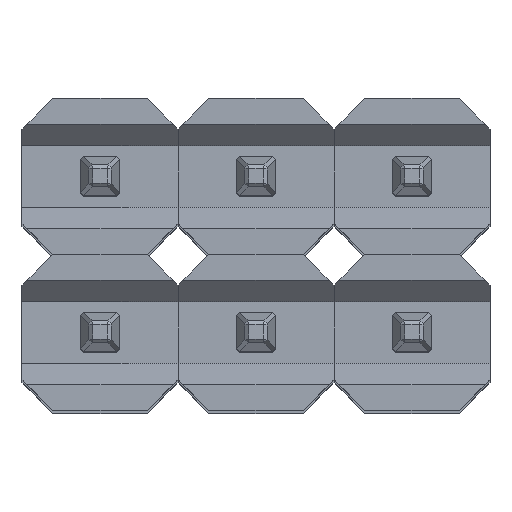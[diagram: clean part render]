
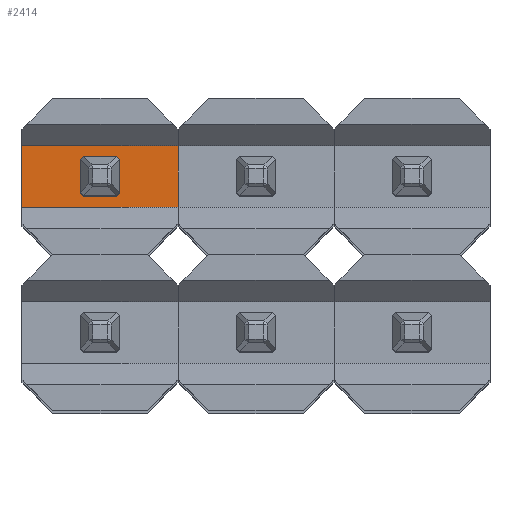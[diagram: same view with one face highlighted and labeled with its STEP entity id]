
A CAD part, top view. The second image highlights one B-rep face of the part: STEP entity #2414.
In plain terms, the highlighted planar face has unit normal (0, 0, 1).
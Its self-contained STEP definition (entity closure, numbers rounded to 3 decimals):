
#85=FACE_BOUND('',#405,.T.);
#274=FACE_OUTER_BOUND('',#404,.T.);
#404=EDGE_LOOP('',(#2065,#2066,#2067,#2068));
#405=EDGE_LOOP('',(#2069,#2070,#2071,#2072,#2073,#2074,#2075,#2076));
#683=LINE('',#3823,#995);
#685=LINE('',#3827,#997);
#686=LINE('',#3829,#998);
#687=LINE('',#3830,#999);
#688=LINE('',#3833,#1000);
#689=LINE('',#3835,#1001);
#690=LINE('',#3837,#1002);
#691=LINE('',#3839,#1003);
#692=LINE('',#3841,#1004);
#693=LINE('',#3843,#1005);
#694=LINE('',#3845,#1006);
#695=LINE('',#3846,#1007);
#995=VECTOR('',#3163,10.);
#997=VECTOR('',#3167,10.);
#998=VECTOR('',#3168,10.);
#999=VECTOR('',#3169,10.);
#1000=VECTOR('',#3170,10.);
#1001=VECTOR('',#3171,10.);
#1002=VECTOR('',#3172,10.);
#1003=VECTOR('',#3173,10.);
#1004=VECTOR('',#3174,10.);
#1005=VECTOR('',#3175,10.);
#1006=VECTOR('',#3176,10.);
#1007=VECTOR('',#3177,10.);
#1207=VERTEX_POINT('',#3820);
#1208=VERTEX_POINT('',#3822);
#1209=VERTEX_POINT('',#3826);
#1210=VERTEX_POINT('',#3828);
#1211=VERTEX_POINT('',#3831);
#1212=VERTEX_POINT('',#3832);
#1213=VERTEX_POINT('',#3834);
#1214=VERTEX_POINT('',#3836);
#1215=VERTEX_POINT('',#3838);
#1216=VERTEX_POINT('',#3840);
#1217=VERTEX_POINT('',#3842);
#1218=VERTEX_POINT('',#3844);
#1499=EDGE_CURVE('',#1207,#1208,#683,.T.);
#1501=EDGE_CURVE('',#1207,#1209,#685,.T.);
#1502=EDGE_CURVE('',#1209,#1210,#686,.T.);
#1503=EDGE_CURVE('',#1210,#1208,#687,.T.);
#1504=EDGE_CURVE('',#1211,#1212,#688,.T.);
#1505=EDGE_CURVE('',#1212,#1213,#689,.T.);
#1506=EDGE_CURVE('',#1213,#1214,#690,.T.);
#1507=EDGE_CURVE('',#1214,#1215,#691,.T.);
#1508=EDGE_CURVE('',#1215,#1216,#692,.T.);
#1509=EDGE_CURVE('',#1216,#1217,#693,.T.);
#1510=EDGE_CURVE('',#1217,#1218,#694,.T.);
#1511=EDGE_CURVE('',#1218,#1211,#695,.T.);
#2065=ORIENTED_EDGE('',*,*,#1501,.T.);
#2066=ORIENTED_EDGE('',*,*,#1502,.T.);
#2067=ORIENTED_EDGE('',*,*,#1503,.T.);
#2068=ORIENTED_EDGE('',*,*,#1499,.F.);
#2069=ORIENTED_EDGE('',*,*,#1504,.T.);
#2070=ORIENTED_EDGE('',*,*,#1505,.T.);
#2071=ORIENTED_EDGE('',*,*,#1506,.T.);
#2072=ORIENTED_EDGE('',*,*,#1507,.T.);
#2073=ORIENTED_EDGE('',*,*,#1508,.T.);
#2074=ORIENTED_EDGE('',*,*,#1509,.T.);
#2075=ORIENTED_EDGE('',*,*,#1510,.T.);
#2076=ORIENTED_EDGE('',*,*,#1511,.T.);
#2286=PLANE('',#2644);
#2414=ADVANCED_FACE('',(#274,#85),#2286,.T.);
#2644=AXIS2_PLACEMENT_3D('',#3825,#3165,#3166);
#3163=DIRECTION('',(1.,0.,0.));
#3165=DIRECTION('center_axis',(0.,0.,1.));
#3166=DIRECTION('ref_axis',(0.,-1.,0.));
#3167=DIRECTION('',(0.,-1.,0.));
#3168=DIRECTION('',(1.,0.,0.));
#3169=DIRECTION('',(0.,1.,0.));
#3170=DIRECTION('',(-0.707,-0.707,0.));
#3171=DIRECTION('',(-1.,0.,0.));
#3172=DIRECTION('',(-0.707,0.707,0.));
#3173=DIRECTION('',(0.,1.,0.));
#3174=DIRECTION('',(0.707,0.707,0.));
#3175=DIRECTION('',(1.,0.,0.));
#3176=DIRECTION('',(0.707,-0.707,0.));
#3177=DIRECTION('',(0.,-1.,0.));
#3820=CARTESIAN_POINT('',(-1.27,0.5,-0.75));
#3822=CARTESIAN_POINT('',(1.27,0.5,-0.75));
#3823=CARTESIAN_POINT('',(-1.27,0.5,-0.75));
#3825=CARTESIAN_POINT('Origin',(-1.27,0.5,-0.75));
#3826=CARTESIAN_POINT('',(-1.27,-0.5,-0.75));
#3827=CARTESIAN_POINT('',(-1.27,0.635,-0.75));
#3828=CARTESIAN_POINT('',(1.27,-0.5,-0.75));
#3829=CARTESIAN_POINT('',(-1.27,-0.5,-0.75));
#3830=CARTESIAN_POINT('',(1.27,-0.135,-0.75));
#3831=CARTESIAN_POINT('',(0.32,-0.27,-0.75));
#3832=CARTESIAN_POINT('',(0.27,-0.32,-0.75));
#3833=CARTESIAN_POINT('',(0.115,-0.475,-0.75));
#3834=CARTESIAN_POINT('',(-0.27,-0.32,-0.75));
#3835=CARTESIAN_POINT('',(-0.5,-0.32,-0.75));
#3836=CARTESIAN_POINT('',(-0.32,-0.27,-0.75));
#3837=CARTESIAN_POINT('',(-0.725,0.135,-0.75));
#3838=CARTESIAN_POINT('',(-0.32,0.27,-0.75));
#3839=CARTESIAN_POINT('',(-0.32,0.115,-0.75));
#3840=CARTESIAN_POINT('',(-0.27,0.32,-0.75));
#3841=CARTESIAN_POINT('',(-0.5,0.09,-0.75));
#3842=CARTESIAN_POINT('',(0.27,0.32,-0.75));
#3843=CARTESIAN_POINT('',(-0.77,0.32,-0.75));
#3844=CARTESIAN_POINT('',(0.32,0.27,-0.75));
#3845=CARTESIAN_POINT('',(-0.16,0.75,-0.75));
#3846=CARTESIAN_POINT('',(0.32,0.385,-0.75));
